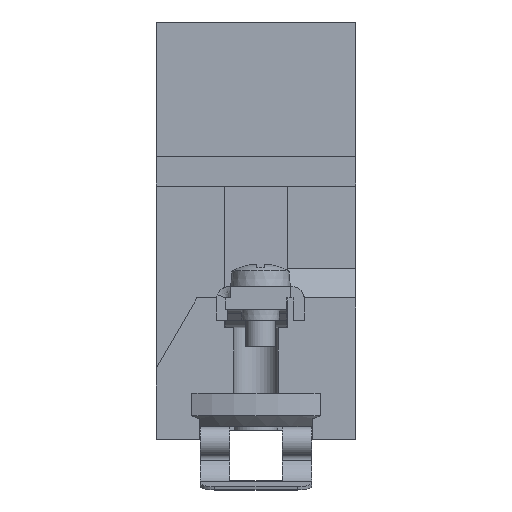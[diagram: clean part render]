
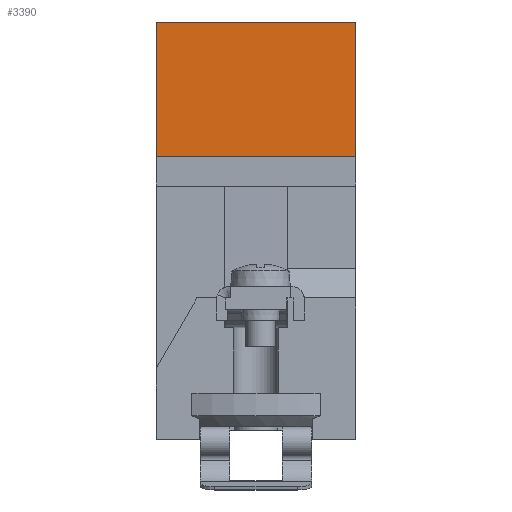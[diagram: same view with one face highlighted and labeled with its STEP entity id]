
A CAD part, front view. The second image highlights one B-rep face of the part: STEP entity #3390.
In plain terms, the highlighted planar face has unit normal (0, -1, 0).
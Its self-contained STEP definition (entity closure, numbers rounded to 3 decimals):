
#3390=ADVANCED_FACE('',(#4260),#3884,.T.);
#3884=PLANE('',#12459);
#4260=FACE_OUTER_BOUND('',#4741,.T.);
#4741=EDGE_LOOP('',(#5506,#5507,#5508,#5509));
#5506=ORIENTED_EDGE('',*,*,#9178,.T.);
#5507=ORIENTED_EDGE('',*,*,#9179,.F.);
#5508=ORIENTED_EDGE('',*,*,#9180,.F.);
#5509=ORIENTED_EDGE('',*,*,#9181,.F.);
#8191=VERTEX_POINT('',#15790);
#8192=VERTEX_POINT('',#15791);
#8193=VERTEX_POINT('',#15793);
#8194=VERTEX_POINT('',#15795);
#9178=EDGE_CURVE('',#8191,#8192,#10548,.T.);
#9179=EDGE_CURVE('',#8193,#8192,#10549,.T.);
#9180=EDGE_CURVE('',#8194,#8193,#10550,.T.);
#9181=EDGE_CURVE('',#8191,#8194,#10551,.T.);
#10548=LINE('',#15789,#11487);
#10549=LINE('',#15792,#11488);
#10550=LINE('',#15794,#11489);
#10551=LINE('',#15796,#11490);
#11487=VECTOR('',#13356,1.);
#11488=VECTOR('',#13357,1.);
#11489=VECTOR('',#13358,1.);
#11490=VECTOR('',#13359,1.);
#12459=AXIS2_PLACEMENT_3D('',#15797,#13360,#13361);
#13356=DIRECTION('',(-1.,0.,0.));
#13357=DIRECTION('',(0.,0.,1.));
#13358=DIRECTION('',(-1.,0.,0.));
#13359=DIRECTION('',(0.,0.,-1.));
#13360=DIRECTION('',(0.,-1.,0.));
#13361=DIRECTION('',(0.,0.,1.));
#15789=CARTESIAN_POINT('',(26.75,13.25,62.75));
#15790=CARTESIAN_POINT('',(26.8,13.25,62.75));
#15791=CARTESIAN_POINT('',(0.,13.25,62.75));
#15792=CARTESIAN_POINT('',(0.,13.25,44.75));
#15793=CARTESIAN_POINT('',(0.,13.25,44.75));
#15794=CARTESIAN_POINT('',(26.75,13.25,44.75));
#15795=CARTESIAN_POINT('',(26.8,13.25,44.75));
#15796=CARTESIAN_POINT('',(26.8,13.25,44.75));
#15797=CARTESIAN_POINT('',(26.75,13.25,44.75));
